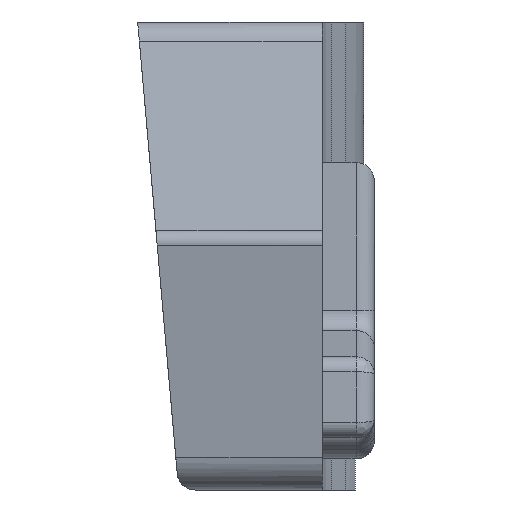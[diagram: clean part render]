
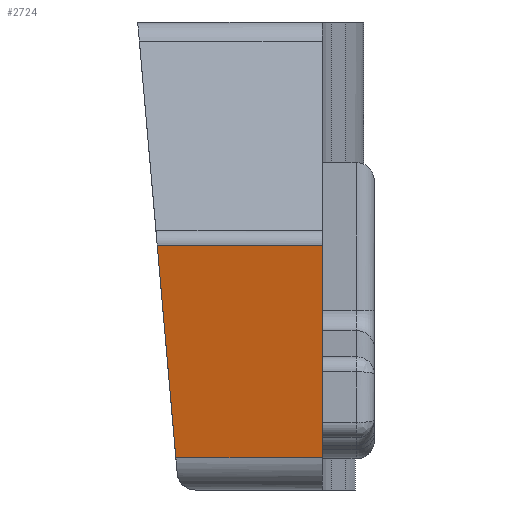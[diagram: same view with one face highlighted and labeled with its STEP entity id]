
A CAD part, left-side view. The second image highlights one B-rep face of the part: STEP entity #2724.
In plain terms, the highlighted planar face has unit normal (-0.985, 0, -0.174).
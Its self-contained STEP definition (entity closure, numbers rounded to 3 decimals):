
#302=FACE_OUTER_BOUND('',#462,.T.);
#462=EDGE_LOOP('',(#2126,#2127,#2128,#2129));
#629=LINE('',#4181,#899);
#678=LINE('',#4336,#948);
#680=LINE('',#4351,#950);
#696=LINE('',#4394,#966);
#899=VECTOR('',#3319,10.);
#948=VECTOR('',#3450,10.);
#950=VECTOR('',#3458,10.);
#966=VECTOR('',#3502,10.);
#1167=VERTEX_POINT('',#4178);
#1168=VERTEX_POINT('',#4180);
#1225=VERTEX_POINT('',#4335);
#1227=VERTEX_POINT('',#4350);
#1457=EDGE_CURVE('',#1167,#1168,#629,.T.);
#1532=EDGE_CURVE('',#1168,#1225,#678,.T.);
#1536=EDGE_CURVE('',#1225,#1227,#680,.T.);
#1560=EDGE_CURVE('',#1227,#1167,#696,.T.);
#2126=ORIENTED_EDGE('',*,*,#1560,.F.);
#2127=ORIENTED_EDGE('',*,*,#1536,.F.);
#2128=ORIENTED_EDGE('',*,*,#1532,.F.);
#2129=ORIENTED_EDGE('',*,*,#1457,.F.);
#2622=PLANE('',#2959);
#2724=ADVANCED_FACE('',(#302),#2622,.T.);
#2959=AXIS2_PLACEMENT_3D('',#4399,#3509,#3510);
#3319=DIRECTION('',(0.174,0.,-0.985));
#3450=DIRECTION('',(0.,1.,0.));
#3458=DIRECTION('',(-0.173,0.086,0.981));
#3502=DIRECTION('',(0.,-1.,0.));
#3509=DIRECTION('center_axis',(-0.985,0.,-0.174));
#3510=DIRECTION('ref_axis',(-0.174,0.,0.985));
#4178=CARTESIAN_POINT('',(-1.275,-0.2,-0.029));
#4180=CARTESIAN_POINT('',(-1.203,-0.2,-0.438));
#4181=CARTESIAN_POINT('',(-1.23,-0.2,-0.284));
#4335=CARTESIAN_POINT('',(-1.203,0.082,-0.438));
#4336=CARTESIAN_POINT('',(-1.203,0.,-0.438));
#4350=CARTESIAN_POINT('',(-1.275,0.117,-0.029));
#4351=CARTESIAN_POINT('',(-1.229,0.095,-0.287));
#4394=CARTESIAN_POINT('',(-1.275,0.,-0.029));
#4399=CARTESIAN_POINT('Origin',(-1.203,0.,-0.438));
